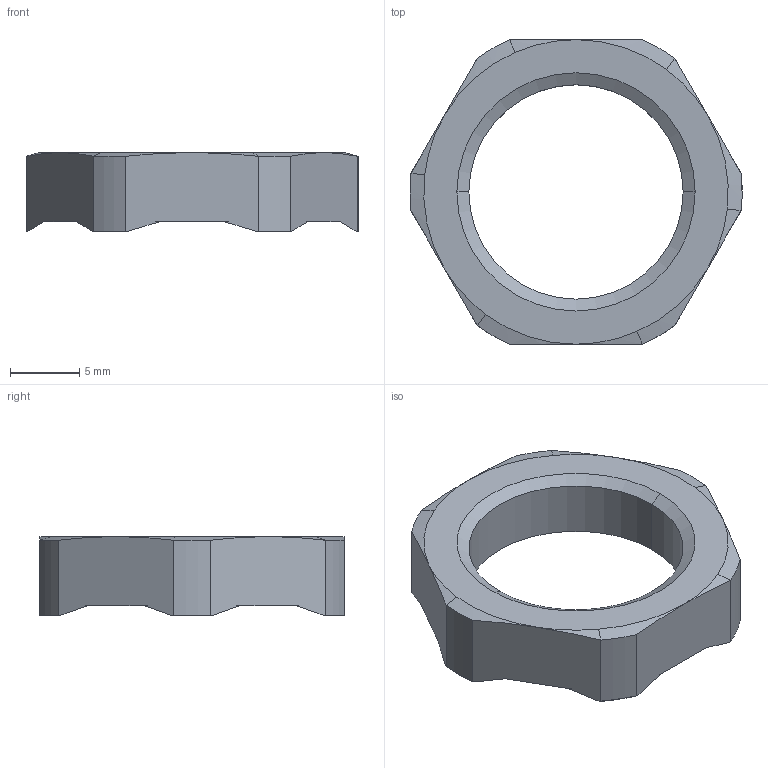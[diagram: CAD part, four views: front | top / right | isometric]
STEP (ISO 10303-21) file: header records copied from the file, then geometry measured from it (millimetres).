
FILE_DESCRIPTION (( 'STEP AP203' ), '1' );
FILE_NAME ('BNEL-01.step', '2021-11-30T13:50:34', ( '' ), ( '' ), 'SwSTEP 2.0', 'SolidWorks 2021', '' );
FILE_SCHEMA (( 'CONFIG_CONTROL_DESIGN' ));
Length unit declared in the file: millimetre
Products named in the file (1): BNEL-01
Bounding box: 23.98 x 22 x 5.7 mm (x, y, z)
Volume: 1108.5 mm3; surface area: 1049 mm2
Topology: 1 solids, 1 shells, 46 faces, 116 edges, 72 vertices
Faces by surface type: cone 24, plane 14, cylinder 8
Entity records: 1437 total; most frequent: CARTESIAN_POINT 283, DIRECTION 234, ORIENTED_EDGE 232, EDGE_CURVE 116, AXIS2_PLACEMENT_3D 95, VERTEX_POINT 72, CIRCLE 48, EDGE_LOOP 48
